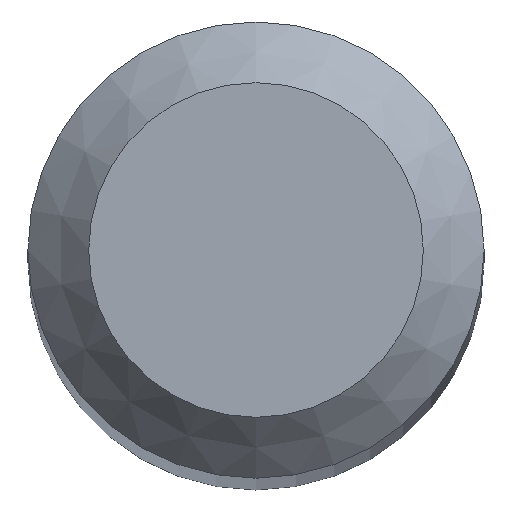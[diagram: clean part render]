
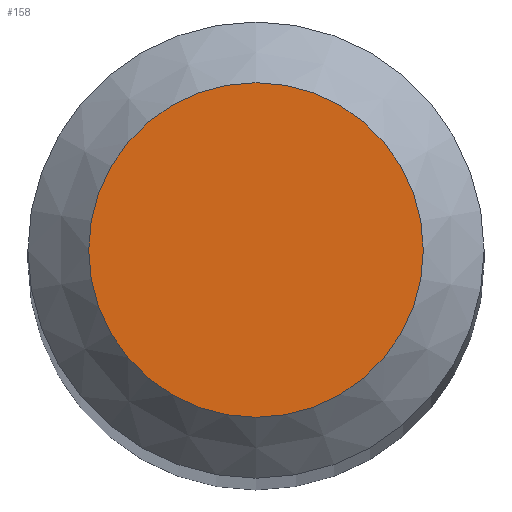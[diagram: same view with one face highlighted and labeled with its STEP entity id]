
A CAD part, top view. The second image highlights one B-rep face of the part: STEP entity #158.
In plain terms, the highlighted planar face has unit normal (0, 0, 1).
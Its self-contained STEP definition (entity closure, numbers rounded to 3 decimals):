
#48 = PLANE ( 'NONE',  #155 ) ;
#49 = DIRECTION ( 'NONE',  ( 0., 0., -1. ) ) ;
#84 = DIRECTION ( 'NONE',  ( 0., 1., 0. ) ) ;
#98 = CARTESIAN_POINT ( 'NONE',  ( 0., 0.55, 30. ) ) ;
#118 = DIRECTION ( 'NONE',  ( 0., 0., -1. ) ) ;
#132 = ORIENTED_EDGE ( 'NONE', *, *, #168, .F. ) ;
#135 = AXIS2_PLACEMENT_3D ( 'NONE', #137, #49, #201 ) ;
#136 = CARTESIAN_POINT ( 'NONE',  ( 0., 0., 30. ) ) ;
#137 = CARTESIAN_POINT ( 'NONE',  ( 0., 0., 30. ) ) ;
#155 = AXIS2_PLACEMENT_3D ( 'NONE', #136, #118, #84 ) ;
#158 = ADVANCED_FACE ( 'NONE', ( #192 ), #48, .F. ) ;
#165 = EDGE_LOOP ( 'NONE', ( #132 ) ) ;
#168 = EDGE_CURVE ( 'NONE', #185, #185, #186, .T. ) ;
#185 = VERTEX_POINT ( 'NONE', #98 ) ;
#186 = CIRCLE ( 'NONE', #135, 0.55 ) ;
#192 = FACE_OUTER_BOUND ( 'NONE', #165, .T. ) ;
#201 = DIRECTION ( 'NONE',  ( 0., 1., 0. ) ) ;
